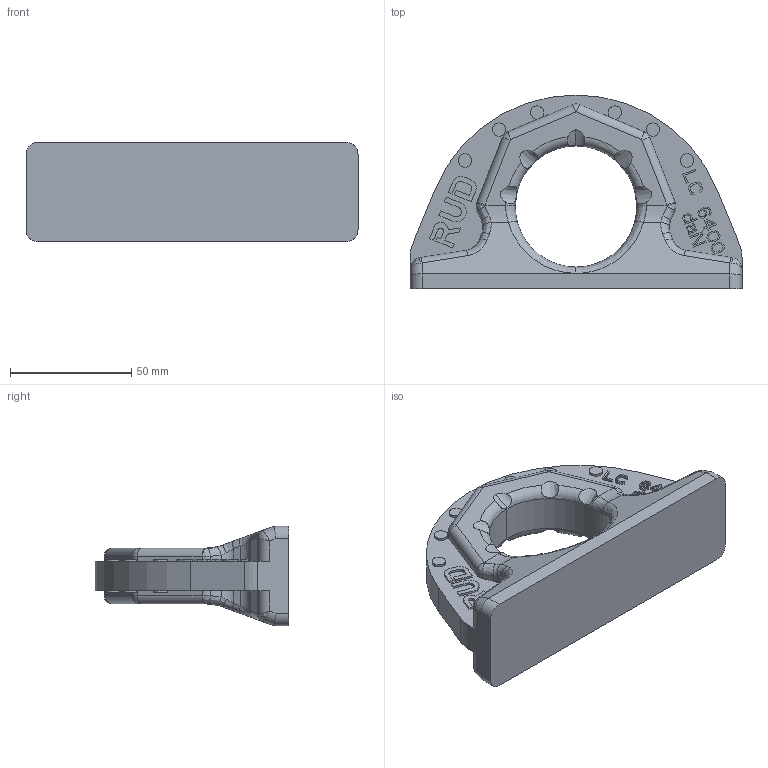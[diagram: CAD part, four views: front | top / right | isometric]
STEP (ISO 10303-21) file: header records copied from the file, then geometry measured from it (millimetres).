
FILE_DESCRIPTION((''),'2;1');
FILE_NAME('001-M34470-P-1','2014-07-25T',('Marcel.Bux'),(''),'PRO/ENGINEER BY PARAMETRIC TECHNOLOGY CORPORATION, 2010140','PRO/ENGINEER BY PARAMETRIC TECHNOLOGY CORPORATION, 2010140','');
FILE_SCHEMA(('CONFIG_CONTROL_DESIGN'));
Length unit declared in the file: millimetre
Products named in the file (1): 001-M34470-P-1
Bounding box: 137 x 80 x 41 mm (x, y, z)
Volume: 157688.4 mm3; surface area: 29794.6 mm2
Topology: 1 solids, 1 shells, 628 faces, 1707 edges, 1114 vertices
Faces by surface type: plane 484, cylinder 84, bspline 46, extrusion 12, torus 2
Entity records: 21355 total; most frequent: CARTESIAN_POINT 5685, ORIENTED_EDGE 3414, DIRECTION 2945, EDGE_CURVE 1707, VECTOR 1433, LINE 1421, VERTEX_POINT 1114, AXIS2_PLACEMENT_3D 756
